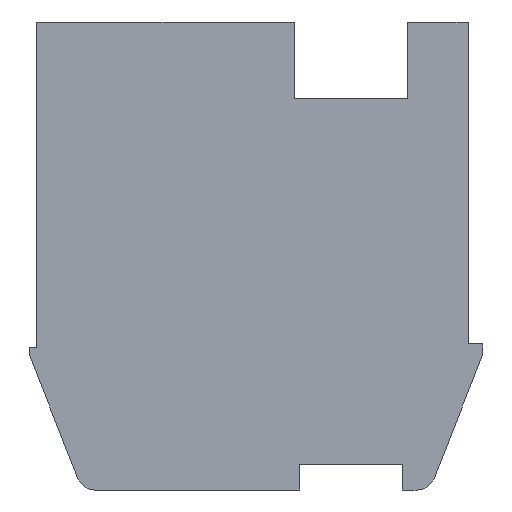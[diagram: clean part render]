
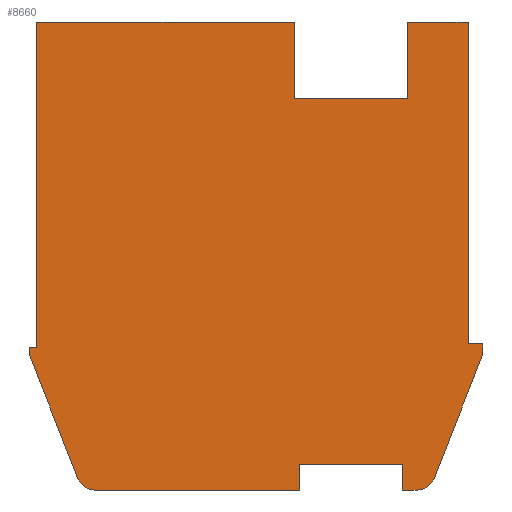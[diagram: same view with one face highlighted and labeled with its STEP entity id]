
A CAD part, front view. The second image highlights one B-rep face of the part: STEP entity #8660.
In plain terms, the highlighted planar face has unit normal (0, -1, 0).
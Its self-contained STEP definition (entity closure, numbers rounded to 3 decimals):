
#1=DIRECTION('',(-0.365,0.,-0.931));
#2=VECTOR('',#1,3.633);
#3=CARTESIAN_POINT('',(6.2,0.,-2.7));
#4=LINE('',#3,#2);
#5=CARTESIAN_POINT('',(4.409,0.,-5.9));
#6=DIRECTION('',(0.,1.,0.));
#7=DIRECTION('',(0.931,0.,-0.365));
#8=AXIS2_PLACEMENT_3D('',#5,#6,#7);
#10=DIRECTION('',(-1.,0.,0.));
#11=VECTOR('',#10,0.409);
#12=CARTESIAN_POINT('',(4.409,0.,-6.4));
#13=LINE('',#12,#11);
#14=DIRECTION('',(0.,0.,1.));
#15=VECTOR('',#14,0.7);
#16=CARTESIAN_POINT('',(4.,0.,-6.4));
#17=LINE('',#16,#15);
#18=DIRECTION('',(-1.,0.,0.));
#19=VECTOR('',#18,2.8);
#20=CARTESIAN_POINT('',(4.,0.,-5.7));
#21=LINE('',#20,#19);
#22=DIRECTION('',(0.,0.,-1.));
#23=VECTOR('',#22,0.7);
#24=CARTESIAN_POINT('',(1.2,0.,-5.7));
#25=LINE('',#24,#23);
#26=DIRECTION('',(-1.,0.,0.));
#27=VECTOR('',#26,5.609);
#28=CARTESIAN_POINT('',(1.2,0.,-6.4));
#29=LINE('',#28,#27);
#30=CARTESIAN_POINT('',(-4.409,0.,-5.9));
#31=DIRECTION('',(0.,1.,0.));
#32=DIRECTION('',(0.,0.,-1.));
#33=AXIS2_PLACEMENT_3D('',#30,#31,#32);
#35=DIRECTION('',(-0.365,0.,0.931));
#36=VECTOR('',#35,3.633);
#37=CARTESIAN_POINT('',(-4.874,0.,-6.082));
#38=LINE('',#37,#36);
#39=DIRECTION('',(0.,0.,1.));
#40=VECTOR('',#39,0.2);
#41=CARTESIAN_POINT('',(-6.2,0.,-2.7));
#42=LINE('',#41,#40);
#43=DIRECTION('',(1.,0.,0.));
#44=VECTOR('',#43,0.2);
#45=CARTESIAN_POINT('',(-6.2,0.,-2.5));
#46=LINE('',#45,#44);
#47=DIRECTION('',(0.,0.,1.));
#48=VECTOR('',#47,8.9);
#49=CARTESIAN_POINT('',(-6.,0.,-2.5));
#50=LINE('',#49,#48);
#51=DIRECTION('',(1.,0.,0.));
#52=VECTOR('',#51,7.05);
#53=CARTESIAN_POINT('',(-6.,0.,6.4));
#54=LINE('',#53,#52);
#55=DIRECTION('',(0.,0.,-1.));
#56=VECTOR('',#55,2.1);
#57=CARTESIAN_POINT('',(1.05,0.,6.4));
#58=LINE('',#57,#56);
#59=DIRECTION('',(1.,0.,0.));
#60=VECTOR('',#59,3.1);
#61=CARTESIAN_POINT('',(1.05,0.,4.3));
#62=LINE('',#61,#60);
#63=DIRECTION('',(0.,0.,1.));
#64=VECTOR('',#63,2.1);
#65=CARTESIAN_POINT('',(4.15,0.,4.3));
#66=LINE('',#65,#64);
#67=DIRECTION('',(1.,0.,0.));
#68=VECTOR('',#67,1.65);
#69=CARTESIAN_POINT('',(4.15,0.,6.4));
#70=LINE('',#69,#68);
#71=DIRECTION('',(0.,0.,-1.));
#72=VECTOR('',#71,8.8);
#73=CARTESIAN_POINT('',(5.8,0.,6.4));
#74=LINE('',#73,#72);
#75=DIRECTION('',(1.,0.,0.));
#76=VECTOR('',#75,0.4);
#77=CARTESIAN_POINT('',(5.8,0.,-2.4));
#78=LINE('',#77,#76);
#79=DIRECTION('',(0.,0.,-1.));
#80=VECTOR('',#79,0.3);
#81=CARTESIAN_POINT('',(6.2,0.,-2.4));
#82=LINE('',#81,#80);
#6573=CARTESIAN_POINT('',(6.2,0.,-2.7));
#6574=CARTESIAN_POINT('',(4.874,0.,-6.082));
#6575=VERTEX_POINT('',#6573);
#6576=VERTEX_POINT('',#6574);
#6577=CARTESIAN_POINT('',(4.409,0.,-6.4));
#6578=VERTEX_POINT('',#6577);
#6579=CARTESIAN_POINT('',(4.,0.,-6.4));
#6580=VERTEX_POINT('',#6579);
#6581=CARTESIAN_POINT('',(4.,0.,-5.7));
#6582=VERTEX_POINT('',#6581);
#6583=CARTESIAN_POINT('',(1.2,0.,-5.7));
#6584=VERTEX_POINT('',#6583);
#6585=CARTESIAN_POINT('',(1.2,0.,-6.4));
#6586=VERTEX_POINT('',#6585);
#6587=CARTESIAN_POINT('',(-4.409,0.,-6.4));
#6588=VERTEX_POINT('',#6587);
#6589=CARTESIAN_POINT('',(-4.874,0.,-6.082));
#6590=VERTEX_POINT('',#6589);
#6591=CARTESIAN_POINT('',(-6.2,0.,-2.7));
#6592=VERTEX_POINT('',#6591);
#6593=CARTESIAN_POINT('',(-6.2,0.,-2.5));
#6594=VERTEX_POINT('',#6593);
#6595=CARTESIAN_POINT('',(-6.,0.,-2.5));
#6596=VERTEX_POINT('',#6595);
#6597=CARTESIAN_POINT('',(-6.,0.,6.4));
#6598=VERTEX_POINT('',#6597);
#6599=CARTESIAN_POINT('',(1.05,0.,6.4));
#6600=VERTEX_POINT('',#6599);
#6601=CARTESIAN_POINT('',(1.05,0.,4.3));
#6602=VERTEX_POINT('',#6601);
#6603=CARTESIAN_POINT('',(4.15,0.,4.3));
#6604=VERTEX_POINT('',#6603);
#6605=CARTESIAN_POINT('',(4.15,0.,6.4));
#6606=VERTEX_POINT('',#6605);
#6607=CARTESIAN_POINT('',(5.8,0.,6.4));
#6608=VERTEX_POINT('',#6607);
#6609=CARTESIAN_POINT('',(5.8,0.,-2.4));
#6610=VERTEX_POINT('',#6609);
#6611=CARTESIAN_POINT('',(6.2,0.,-2.4));
#6612=VERTEX_POINT('',#6611);
#8613=CARTESIAN_POINT('',(0.,0.,0.));
#8614=DIRECTION('',(0.,1.,0.));
#8615=DIRECTION('',(1.,0.,0.));
#8616=AXIS2_PLACEMENT_3D('',#8613,#8614,#8615);
#8617=PLANE('',#8616);
#8619=ORIENTED_EDGE('',*,*,#8618,.T.);
#8621=ORIENTED_EDGE('',*,*,#8620,.T.);
#8623=ORIENTED_EDGE('',*,*,#8622,.T.);
#8625=ORIENTED_EDGE('',*,*,#8624,.T.);
#8627=ORIENTED_EDGE('',*,*,#8626,.T.);
#8629=ORIENTED_EDGE('',*,*,#8628,.T.);
#8631=ORIENTED_EDGE('',*,*,#8630,.T.);
#8633=ORIENTED_EDGE('',*,*,#8632,.T.);
#8635=ORIENTED_EDGE('',*,*,#8634,.T.);
#8637=ORIENTED_EDGE('',*,*,#8636,.T.);
#8639=ORIENTED_EDGE('',*,*,#8638,.T.);
#8641=ORIENTED_EDGE('',*,*,#8640,.T.);
#8643=ORIENTED_EDGE('',*,*,#8642,.T.);
#8645=ORIENTED_EDGE('',*,*,#8644,.T.);
#8647=ORIENTED_EDGE('',*,*,#8646,.T.);
#8649=ORIENTED_EDGE('',*,*,#8648,.T.);
#8651=ORIENTED_EDGE('',*,*,#8650,.T.);
#8653=ORIENTED_EDGE('',*,*,#8652,.T.);
#8655=ORIENTED_EDGE('',*,*,#8654,.T.);
#8657=ORIENTED_EDGE('',*,*,#8656,.T.);
#8658=EDGE_LOOP('',(#8619,#8621,#8623,#8625,#8627,#8629,#8631,#8633,#8635,#8637,
#8639,#8641,#8643,#8645,#8647,#8649,#8651,#8653,#8655,#8657));
#8659=FACE_OUTER_BOUND('',#8658,.F.);
#8660=ADVANCED_FACE('',(#8659),#8617,.F.);
#9=CIRCLE('',#8,0.5);
#34=CIRCLE('',#33,0.5);
#8618=EDGE_CURVE('',#6575,#6576,#4,.T.);
#8620=EDGE_CURVE('',#6576,#6578,#9,.T.);
#8622=EDGE_CURVE('',#6578,#6580,#13,.T.);
#8624=EDGE_CURVE('',#6580,#6582,#17,.T.);
#8626=EDGE_CURVE('',#6582,#6584,#21,.T.);
#8628=EDGE_CURVE('',#6584,#6586,#25,.T.);
#8630=EDGE_CURVE('',#6586,#6588,#29,.T.);
#8632=EDGE_CURVE('',#6588,#6590,#34,.T.);
#8634=EDGE_CURVE('',#6590,#6592,#38,.T.);
#8636=EDGE_CURVE('',#6592,#6594,#42,.T.);
#8638=EDGE_CURVE('',#6594,#6596,#46,.T.);
#8640=EDGE_CURVE('',#6596,#6598,#50,.T.);
#8642=EDGE_CURVE('',#6598,#6600,#54,.T.);
#8644=EDGE_CURVE('',#6600,#6602,#58,.T.);
#8646=EDGE_CURVE('',#6602,#6604,#62,.T.);
#8648=EDGE_CURVE('',#6604,#6606,#66,.T.);
#8650=EDGE_CURVE('',#6606,#6608,#70,.T.);
#8652=EDGE_CURVE('',#6608,#6610,#74,.T.);
#8654=EDGE_CURVE('',#6610,#6612,#78,.T.);
#8656=EDGE_CURVE('',#6612,#6575,#82,.T.);
